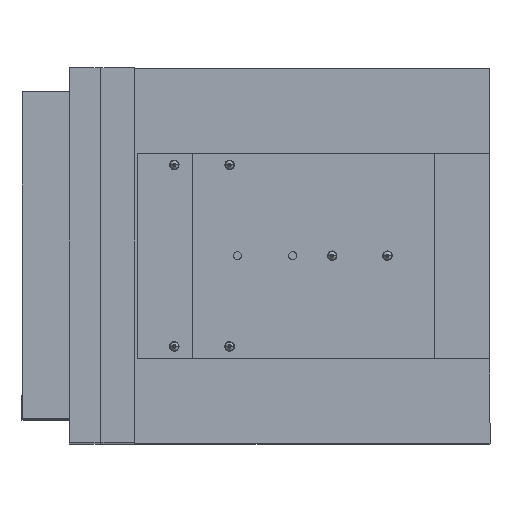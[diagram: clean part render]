
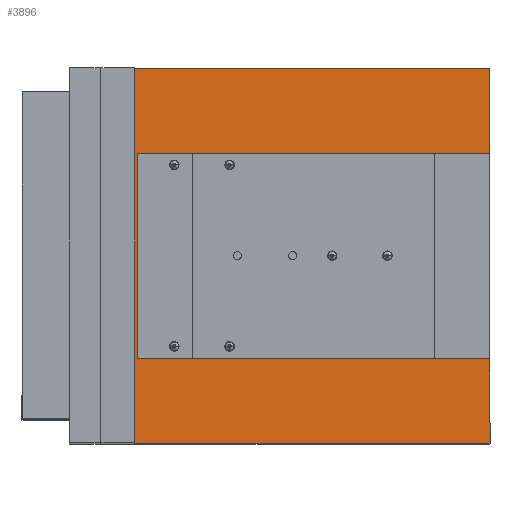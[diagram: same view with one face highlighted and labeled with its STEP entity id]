
A CAD part, top view. The second image highlights one B-rep face of the part: STEP entity #3896.
In plain terms, the highlighted face is planar.
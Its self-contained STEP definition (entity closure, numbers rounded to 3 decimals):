
#310=PLANE('',#4328);
#479=FACE_OUTER_BOUND('',#756,.T.);
#756=EDGE_LOOP('',(#3079,#3080,#3081,#3082,#3083,#3084,#3085,#3086));
#1058=LINE('',#6718,#1314);
#1059=LINE('',#6720,#1315);
#1063=LINE('',#6728,#1319);
#1064=LINE('',#6730,#1320);
#1065=LINE('',#6731,#1321);
#1071=LINE('',#6743,#1327);
#1076=LINE('',#6753,#1332);
#1081=LINE('',#6762,#1337);
#1314=VECTOR('',#5107,10.);
#1315=VECTOR('',#5108,10.);
#1319=VECTOR('',#5112,10.);
#1320=VECTOR('',#5113,10.);
#1321=VECTOR('',#5114,10.);
#1327=VECTOR('',#5126,10.);
#1332=VECTOR('',#5133,10.);
#1337=VECTOR('',#5144,10.);
#1831=VERTEX_POINT('',#6716);
#1832=VERTEX_POINT('',#6717);
#1833=VERTEX_POINT('',#6719);
#1836=VERTEX_POINT('',#6725);
#1837=VERTEX_POINT('',#6727);
#1838=VERTEX_POINT('',#6729);
#1841=VERTEX_POINT('',#6742);
#1845=VERTEX_POINT('',#6752);
#2260=EDGE_CURVE('',#1831,#1832,#1058,.T.);
#2261=EDGE_CURVE('',#1832,#1833,#1059,.T.);
#2265=EDGE_CURVE('',#1836,#1837,#1063,.T.);
#2266=EDGE_CURVE('',#1837,#1838,#1064,.T.);
#2267=EDGE_CURVE('',#1838,#1831,#1065,.T.);
#2273=EDGE_CURVE('',#1833,#1841,#1071,.T.);
#2278=EDGE_CURVE('',#1841,#1845,#1076,.T.);
#2283=EDGE_CURVE('',#1845,#1836,#1081,.T.);
#3079=ORIENTED_EDGE('',*,*,#2267,.F.);
#3080=ORIENTED_EDGE('',*,*,#2266,.F.);
#3081=ORIENTED_EDGE('',*,*,#2265,.F.);
#3082=ORIENTED_EDGE('',*,*,#2283,.F.);
#3083=ORIENTED_EDGE('',*,*,#2278,.F.);
#3084=ORIENTED_EDGE('',*,*,#2273,.F.);
#3085=ORIENTED_EDGE('',*,*,#2261,.F.);
#3086=ORIENTED_EDGE('',*,*,#2260,.F.);
#3896=ADVANCED_FACE('',(#479),#310,.T.);
#4328=AXIS2_PLACEMENT_3D('',#6765,#5148,#5149);
#5107=DIRECTION('',(0.,0.,1.));
#5108=DIRECTION('',(0.,0.,1.));
#5112=DIRECTION('',(0.,0.,1.));
#5113=DIRECTION('',(0.,0.,1.));
#5114=DIRECTION('',(0.,0.,1.));
#5126=DIRECTION('',(-1.,0.,0.));
#5133=DIRECTION('',(0.,0.,-1.));
#5144=DIRECTION('',(1.,0.,0.));
#5148=DIRECTION('center_axis',(0.,1.,0.));
#5149=DIRECTION('ref_axis',(0.,0.,1.));
#6716=CARTESIAN_POINT('',(137.001,0.,236.005));
#6717=CARTESIAN_POINT('',(137.001,0.,236.505));
#6718=CARTESIAN_POINT('',(137.001,0.,118.51));
#6719=CARTESIAN_POINT('',(137.001,0.,237.505));
#6720=CARTESIAN_POINT('',(137.001,0.,118.51));
#6725=CARTESIAN_POINT('',(137.001,0.,-237.495));
#6727=CARTESIAN_POINT('',(137.001,0.,-236.495));
#6728=CARTESIAN_POINT('',(137.001,0.,118.51));
#6729=CARTESIAN_POINT('',(137.001,0.,-235.995));
#6730=CARTESIAN_POINT('',(137.001,0.,219.76));
#6731=CARTESIAN_POINT('',(137.001,0.,219.76));
#6742=CARTESIAN_POINT('',(-313.,0.,237.505));
#6743=CARTESIAN_POINT('',(-131.95,0.,237.505));
#6752=CARTESIAN_POINT('',(-313.,0.,-237.495));
#6753=CARTESIAN_POINT('',(-313.,0.,37.007));
#6762=CARTESIAN_POINT('',(146.05,0.,-237.495));
#6765=CARTESIAN_POINT('Origin',(12.1,0.,
237.015));
